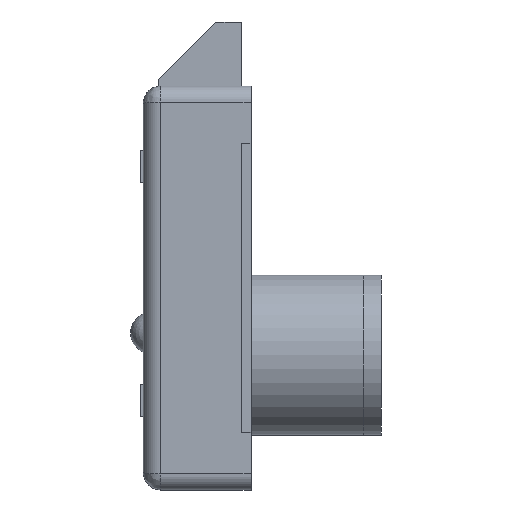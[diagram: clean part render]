
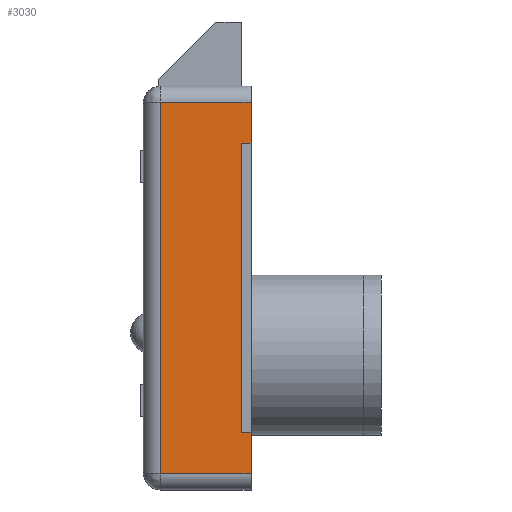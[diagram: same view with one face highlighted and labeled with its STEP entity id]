
A CAD part, front view. The second image highlights one B-rep face of the part: STEP entity #3030.
In plain terms, the highlighted face is planar.
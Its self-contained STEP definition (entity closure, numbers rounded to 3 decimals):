
#31 = AXIS2_PLACEMENT_3D ( 'NONE', #3902, #3823, #3841 ) ;
#218 = DIRECTION ( 'NONE',  ( 0., -1., 0. ) ) ;
#219 = DIRECTION ( 'NONE',  ( 0., -1., 0. ) ) ;
#221 = DIRECTION ( 'NONE',  ( 1., 0., 0. ) ) ;
#247 = CARTESIAN_POINT ( 'NONE',  ( -29., 16.8, 25. ) ) ;
#260 = DIRECTION ( 'NONE',  ( 0., -1., 0. ) ) ;
#268 = CARTESIAN_POINT ( 'NONE',  ( 22.6, 16.8, 25. ) ) ;
#297 = CARTESIAN_POINT ( 'NONE',  ( -29., 16.8, 25. ) ) ;
#314 = CARTESIAN_POINT ( 'NONE',  ( 29., 16.8, 25. ) ) ;
#315 = DIRECTION ( 'NONE',  ( 1., 0., 0. ) ) ;
#370 = CARTESIAN_POINT ( 'NONE',  ( -29., 2.7, 25. ) ) ;
#382 = CARTESIAN_POINT ( 'NONE',  ( -22.6, 16.8, 25. ) ) ;
#388 = DIRECTION ( 'NONE',  ( 1., 0., 0. ) ) ;
#398 = CARTESIAN_POINT ( 'NONE',  ( -22.6, 15.3, 25. ) ) ;
#411 = DIRECTION ( 'NONE',  ( 0., 1., 0. ) ) ;
#962 = VECTOR ( 'NONE', #4652, 1000. ) ;
#1296 = VERTEX_POINT ( 'NONE', #5578 ) ;
#1301 = VERTEX_POINT ( 'NONE', #5538 ) ;
#1308 = VERTEX_POINT ( 'NONE', #5432 ) ;
#1462 = EDGE_LOOP ( 'NONE', ( #5642, #5633, #5647, #5634, #5657, #5649, #5656, #5636 ) ) ;
#1470 = VERTEX_POINT ( 'NONE', #5490 ) ;
#1485 = VERTEX_POINT ( 'NONE', #5583 ) ;
#2969 = EDGE_CURVE ( 'NONE', #5792, #5773, #4554, .T. ) ;
#3030 = ADVANCED_FACE ( 'NONE', ( #4666 ), #3788, .F. ) ;
#3445 = VECTOR ( 'NONE', #260, 1000. ) ;
#3446 = VECTOR ( 'NONE', #218, 1000. ) ;
#3450 = VECTOR ( 'NONE', #221, 1000. ) ;
#3453 = VECTOR ( 'NONE', #411, 1000. ) ;
#3462 = VECTOR ( 'NONE', #219, 1000. ) ;
#3464 = VECTOR ( 'NONE', #315, 1000. ) ;
#3467 = VECTOR ( 'NONE', #388, 1000. ) ;
#3788 = PLANE ( 'NONE',  #31 ) ;
#3823 = DIRECTION ( 'NONE',  ( 0., 0., -1. ) ) ;
#3841 = DIRECTION ( 'NONE',  ( -1., 0., 0. ) ) ;
#3902 = CARTESIAN_POINT ( 'NONE',  ( -29., 16.8, 25. ) ) ;
#4516 = LINE ( 'NONE', #314, #3446 ) ;
#4554 = LINE ( 'NONE', #4968, #962 ) ;
#4572 = LINE ( 'NONE', #382, #3462 ) ;
#4601 = LINE ( 'NONE', #247, #3450 ) ;
#4652 = DIRECTION ( 'NONE',  ( 1., 0., 0. ) ) ;
#4666 = FACE_OUTER_BOUND ( 'NONE', #1462, .T. ) ;
#4718 = LINE ( 'NONE', #268, #3453 ) ;
#4809 = LINE ( 'NONE', #370, #3464 ) ;
#4845 = LINE ( 'NONE', #398, #3467 ) ;
#4929 = LINE ( 'NONE', #297, #3445 ) ;
#4968 = CARTESIAN_POINT ( 'NONE',  ( -29., 16.8, 25. ) ) ;
#5122 = EDGE_CURVE ( 'NONE', #5771, #1470, #4809, .T. ) ;
#5123 = EDGE_CURVE ( 'NONE', #1296, #1301, #4845, .T. ) ;
#5124 = EDGE_CURVE ( 'NONE', #5773, #1296, #4572, .T. ) ;
#5130 = EDGE_CURVE ( 'NONE', #1301, #1485, #4718, .T. ) ;
#5132 = EDGE_CURVE ( 'NONE', #1485, #1308, #4601, .T. ) ;
#5133 = EDGE_CURVE ( 'NONE', #1308, #1470, #4516, .T. ) ;
#5136 = EDGE_CURVE ( 'NONE', #5792, #5771, #4929, .T. ) ;
#5432 = CARTESIAN_POINT ( 'NONE',  ( 29., 16.8, 25. ) ) ;
#5490 = CARTESIAN_POINT ( 'NONE',  ( 29., 2.7, 25. ) ) ;
#5538 = CARTESIAN_POINT ( 'NONE',  ( 22.6, 15.3, 25. ) ) ;
#5578 = CARTESIAN_POINT ( 'NONE',  ( -22.6, 15.3, 25. ) ) ;
#5583 = CARTESIAN_POINT ( 'NONE',  ( 22.6, 16.8, 25. ) ) ;
#5633 = ORIENTED_EDGE ( 'NONE', *, *, #5122, .T. ) ;
#5634 = ORIENTED_EDGE ( 'NONE', *, *, #5132, .F. ) ;
#5636 = ORIENTED_EDGE ( 'NONE', *, *, #2969, .F. ) ;
#5642 = ORIENTED_EDGE ( 'NONE', *, *, #5136, .T. ) ;
#5647 = ORIENTED_EDGE ( 'NONE', *, *, #5133, .F. ) ;
#5649 = ORIENTED_EDGE ( 'NONE', *, *, #5123, .F. ) ;
#5656 = ORIENTED_EDGE ( 'NONE', *, *, #5124, .F. ) ;
#5657 = ORIENTED_EDGE ( 'NONE', *, *, #5130, .F. ) ;
#5771 = VERTEX_POINT ( 'NONE', #6527 ) ;
#5773 = VERTEX_POINT ( 'NONE', #6532 ) ;
#5792 = VERTEX_POINT ( 'NONE', #6433 ) ;
#6433 = CARTESIAN_POINT ( 'NONE',  ( -29., 16.8, 25. ) ) ;
#6527 = CARTESIAN_POINT ( 'NONE',  ( -29., 2.7, 25. ) ) ;
#6532 = CARTESIAN_POINT ( 'NONE',  ( -22.6, 16.8, 25. ) ) ;
